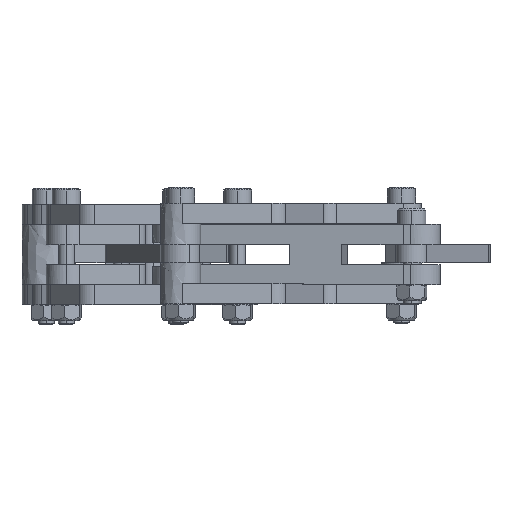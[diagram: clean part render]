
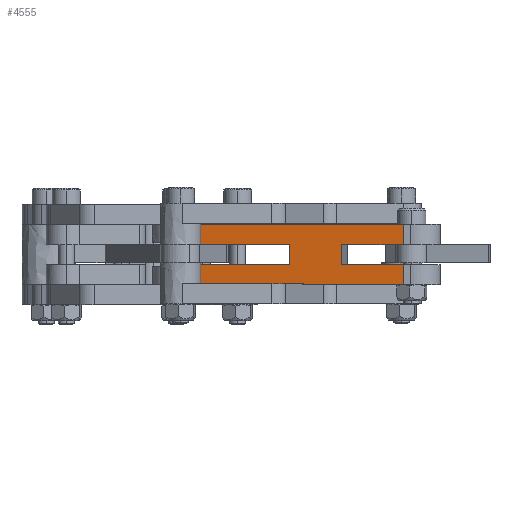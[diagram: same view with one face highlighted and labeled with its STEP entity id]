
A CAD part, left-side view. The second image highlights one B-rep face of the part: STEP entity #4555.
In plain terms, the highlighted free-form (B-spline) face has degree [1, 1] with [2, 2] control points.
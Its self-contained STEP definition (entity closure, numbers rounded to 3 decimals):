
#4072 = VERTEX_POINT('',#4073);
#4073 = CARTESIAN_POINT('',(-63.572,-20.746,
    13.129));
#4079 = EDGE_CURVE('',#4072,#4080,#4082,.T.);
#4080 = VERTEX_POINT('',#4081);
#4081 = CARTESIAN_POINT('',(-70.468,-65.031,
    13.129));
#4082 = B_SPLINE_CURVE_WITH_KNOTS('',1,(#4083,#4084),.UNSPECIFIED.,.F.,
  .F.,(2,2),(-51.207,0.),
  .PIECEWISE_BEZIER_KNOTS.);
#4083 = CARTESIAN_POINT('',(-63.572,-20.746,
    13.129));
#4084 = CARTESIAN_POINT('',(-70.468,-65.031,
    13.129));
#4158 = VERTEX_POINT('',#4159);
#4159 = CARTESIAN_POINT('',(-70.468,-65.031,
    0.));
#4164 = EDGE_CURVE('',#4165,#4158,#4167,.T.);
#4165 = VERTEX_POINT('',#4166);
#4166 = CARTESIAN_POINT('',(-63.572,-20.746,
    0.));
#4167 = B_SPLINE_CURVE_WITH_KNOTS('',1,(#4168,#4169),.UNSPECIFIED.,.F.,
  .F.,(2,2),(-51.207,0.),
  .PIECEWISE_BEZIER_KNOTS.);
#4168 = CARTESIAN_POINT('',(-63.572,-20.746,
    0.));
#4169 = CARTESIAN_POINT('',(-70.468,-65.031,
    0.));
#4257 = VERTEX_POINT('',#4258);
#4258 = CARTESIAN_POINT('',(-70.468,-65.031,
    8.753));
#4263 = EDGE_CURVE('',#4264,#4257,#4266,.T.);
#4264 = VERTEX_POINT('',#4265);
#4265 = CARTESIAN_POINT('',(-68.367,-51.537,
    8.753));
#4266 = B_SPLINE_CURVE_WITH_KNOTS('',1,(#4267,#4268),.UNSPECIFIED.,.F.,
  .F.,(2,2),(-15.603,0.),
  .PIECEWISE_BEZIER_KNOTS.);
#4267 = CARTESIAN_POINT('',(-68.367,-51.537,
    8.753));
#4268 = CARTESIAN_POINT('',(-70.468,-65.031,
    8.753));
#4327 = VERTEX_POINT('',#4328);
#4328 = CARTESIAN_POINT('',(-68.367,-51.537,
    4.376));
#4333 = EDGE_CURVE('',#4334,#4327,#4336,.T.);
#4334 = VERTEX_POINT('',#4335);
#4335 = CARTESIAN_POINT('',(-70.468,-65.031,
    4.376));
#4336 = B_SPLINE_CURVE_WITH_KNOTS('',1,(#4337,#4338),.UNSPECIFIED.,.F.,
  .F.,(2,2),(0.,15.603),
  .PIECEWISE_BEZIER_KNOTS.);
#4337 = CARTESIAN_POINT('',(-70.468,-65.031,
    4.376));
#4338 = CARTESIAN_POINT('',(-68.367,-51.537,
    4.376));
#4504 = VERTEX_POINT('',#4505);
#4505 = CARTESIAN_POINT('',(-63.572,-20.746,
    8.753));
#4511 = EDGE_CURVE('',#4072,#4504,#4512,.T.);
#4512 = B_SPLINE_CURVE_WITH_KNOTS('',1,(#4513,#4514),.UNSPECIFIED.,.F.,
  .F.,(2,2),(-0.,5.),.PIECEWISE_BEZIER_KNOTS.);
#4513 = CARTESIAN_POINT('',(-63.572,-20.746,
    13.129));
#4514 = CARTESIAN_POINT('',(-63.572,-20.746,
    8.753));
#4529 = VERTEX_POINT('',#4530);
#4530 = CARTESIAN_POINT('',(-63.572,-20.746,
    4.376));
#4544 = EDGE_CURVE('',#4529,#4165,#4545,.T.);
#4545 = B_SPLINE_CURVE_WITH_KNOTS('',1,(#4546,#4547),.UNSPECIFIED.,.F.,
  .F.,(2,2),(10.,15.),.PIECEWISE_BEZIER_KNOTS.);
#4546 = CARTESIAN_POINT('',(-63.572,-20.746,
    4.376));
#4547 = CARTESIAN_POINT('',(-63.572,-20.746,
    0.));
#4555 = ADVANCED_FACE('',(#4556),#4598,.F.);
#4556 = FACE_BOUND('',#4557,.T.);
#4557 = EDGE_LOOP('',(#4558,#4565,#4572,#4577,#4578,#4579,#4584,#4585,
    #4590,#4591,#4596,#4597));
#4558 = ORIENTED_EDGE('',*,*,#4559,.F.);
#4559 = EDGE_CURVE('',#4560,#4504,#4562,.T.);
#4560 = VERTEX_POINT('',#4561);
#4561 = CARTESIAN_POINT('',(-66.616,-40.294,
    8.753));
#4562 = B_SPLINE_CURVE_WITH_KNOTS('',1,(#4563,#4564),.UNSPECIFIED.,.F.,
  .F.,(2,2),(28.603,51.207),.PIECEWISE_BEZIER_KNOTS.);
#4563 = CARTESIAN_POINT('',(-66.616,-40.294,
    8.753));
#4564 = CARTESIAN_POINT('',(-63.572,-20.746,
    8.753));
#4565 = ORIENTED_EDGE('',*,*,#4566,.T.);
#4566 = EDGE_CURVE('',#4560,#4567,#4569,.T.);
#4567 = VERTEX_POINT('',#4568);
#4568 = CARTESIAN_POINT('',(-66.616,-40.294,
    4.376));
#4569 = B_SPLINE_CURVE_WITH_KNOTS('',1,(#4570,#4571),.UNSPECIFIED.,.F.,
  .F.,(2,2),(5.,10.),.PIECEWISE_BEZIER_KNOTS.);
#4570 = CARTESIAN_POINT('',(-66.616,-40.294,
    8.753));
#4571 = CARTESIAN_POINT('',(-66.616,-40.294,
    4.376));
#4572 = ORIENTED_EDGE('',*,*,#4573,.T.);
#4573 = EDGE_CURVE('',#4567,#4529,#4574,.T.);
#4574 = B_SPLINE_CURVE_WITH_KNOTS('',1,(#4575,#4576),.UNSPECIFIED.,.F.,
  .F.,(2,2),(28.603,51.207),.PIECEWISE_BEZIER_KNOTS.);
#4575 = CARTESIAN_POINT('',(-66.616,-40.294,
    4.376));
#4576 = CARTESIAN_POINT('',(-63.572,-20.746,
    4.376));
#4577 = ORIENTED_EDGE('',*,*,#4544,.T.);
#4578 = ORIENTED_EDGE('',*,*,#4164,.T.);
#4579 = ORIENTED_EDGE('',*,*,#4580,.F.);
#4580 = EDGE_CURVE('',#4334,#4158,#4581,.T.);
#4581 = B_SPLINE_CURVE_WITH_KNOTS('',1,(#4582,#4583),.UNSPECIFIED.,.F.,
  .F.,(2,2),(10.,15.),.PIECEWISE_BEZIER_KNOTS.);
#4582 = CARTESIAN_POINT('',(-70.468,-65.031,
    4.376));
#4583 = CARTESIAN_POINT('',(-70.468,-65.031,
    0.));
#4584 = ORIENTED_EDGE('',*,*,#4333,.T.);
#4585 = ORIENTED_EDGE('',*,*,#4586,.T.);
#4586 = EDGE_CURVE('',#4327,#4264,#4587,.T.);
#4587 = B_SPLINE_CURVE_WITH_KNOTS('',1,(#4588,#4589),.UNSPECIFIED.,.F.,
  .F.,(2,2),(-10.,-5.),.PIECEWISE_BEZIER_KNOTS.);
#4588 = CARTESIAN_POINT('',(-68.367,-51.537,
    4.376));
#4589 = CARTESIAN_POINT('',(-68.367,-51.537,
    8.753));
#4590 = ORIENTED_EDGE('',*,*,#4263,.T.);
#4591 = ORIENTED_EDGE('',*,*,#4592,.F.);
#4592 = EDGE_CURVE('',#4080,#4257,#4593,.T.);
#4593 = B_SPLINE_CURVE_WITH_KNOTS('',1,(#4594,#4595),.UNSPECIFIED.,.F.,
  .F.,(2,2),(-0.,5.),.PIECEWISE_BEZIER_KNOTS.);
#4594 = CARTESIAN_POINT('',(-70.468,-65.031,
    13.129));
#4595 = CARTESIAN_POINT('',(-70.468,-65.031,
    8.753));
#4596 = ORIENTED_EDGE('',*,*,#4079,.F.);
#4597 = ORIENTED_EDGE('',*,*,#4511,.T.);
#4598 = B_SPLINE_SURFACE_WITH_KNOTS('',1,1,(
    (#4599,#4600)
    ,(#4601,#4602
    )),.UNSPECIFIED.,.F.,.F.,.F.,(2,2),(2,2),(0.,
    51.207),(-15.,0.),.PIECEWISE_BEZIER_KNOTS.);
#4599 = CARTESIAN_POINT('',(-70.468,-65.031,
    0.));
#4600 = CARTESIAN_POINT('',(-70.468,-65.031,
    13.129));
#4601 = CARTESIAN_POINT('',(-63.572,-20.746,
    0.));
#4602 = CARTESIAN_POINT('',(-63.572,-20.746,
    13.129));
